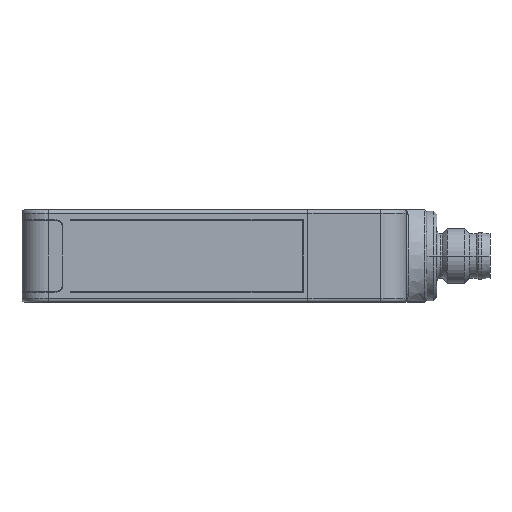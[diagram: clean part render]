
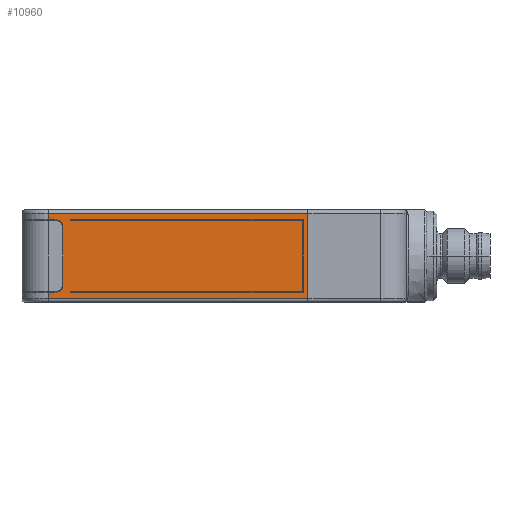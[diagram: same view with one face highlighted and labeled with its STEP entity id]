
A CAD part, left-side view. The second image highlights one B-rep face of the part: STEP entity #10960.
In plain terms, the highlighted planar face has unit normal (-1, -0.026, 0).
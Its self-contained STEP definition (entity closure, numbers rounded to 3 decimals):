
#2317=DIRECTION('',(0.026,-1.,0.));
#2318=VECTOR('',#2317,38.202);
#2319=CARTESIAN_POINT('',(-1.,12.952,6.3));
#2320=LINE('',#2319,#2318);
#2611=DIRECTION('',(-0.026,1.,0.));
#2612=VECTOR('',#2611,38.202);
#2613=CARTESIAN_POINT('',(0.,-25.237,-6.3));
#2614=LINE('',#2613,#2612);
#2618=DIRECTION('',(0.026,-1.,0.));
#2619=VECTOR('',#2618,1.152);
#2620=CARTESIAN_POINT('',(-1.,12.952,-5.3));
#2621=LINE('',#2620,#2619);
#2625=DIRECTION('',(0.,0.,1.));
#2626=VECTOR('',#2625,8.6);
#2627=CARTESIAN_POINT('',(-0.944,10.8,-4.3));
#2628=LINE('',#2627,#2626);
#2632=DIRECTION('',(0.026,-1.,0.));
#2633=VECTOR('',#2632,1.152);
#2634=CARTESIAN_POINT('',(-1.,12.952,5.3));
#2635=LINE('',#2634,#2633);
#2639=DIRECTION('',(0.,0.,1.));
#2640=VECTOR('',#2639,1.);
#2641=CARTESIAN_POINT('',(-1.,12.952,5.3));
#2642=LINE('',#2641,#2640);
#2646=DIRECTION('',(0.,0.,1.));
#2647=VECTOR('',#2646,1.);
#2648=CARTESIAN_POINT('',(-1.,12.952,-6.3));
#2649=LINE('',#2648,#2647);
#2653=DIRECTION('',(0.,0.,1.));
#2654=VECTOR('',#2653,0.05);
#2655=CARTESIAN_POINT('',(-0.915,9.7,5.25));
#2656=LINE('',#2655,#2654);
#2660=DIRECTION('',(0.026,-1.,0.));
#2661=VECTOR('',#2660,34.151);
#2662=CARTESIAN_POINT('',(-0.915,9.7,5.25));
#2663=LINE('',#2662,#2661);
#2667=DIRECTION('',(0.,0.,-1.));
#2668=VECTOR('',#2667,10.5);
#2669=CARTESIAN_POINT('',(-0.021,-24.439,5.25));
#2670=LINE('',#2669,#2668);
#2674=DIRECTION('',(-0.026,1.,0.));
#2675=VECTOR('',#2674,34.151);
#2676=CARTESIAN_POINT('',(-0.021,-24.439,-5.25));
#2677=LINE('',#2676,#2675);
#2681=DIRECTION('',(0.,0.,1.));
#2682=VECTOR('',#2681,0.05);
#2683=CARTESIAN_POINT('',(-0.915,9.7,-5.3));
#2684=LINE('',#2683,#2682);
#2688=DIRECTION('',(-0.026,1.,0.));
#2689=VECTOR('',#2688,34.251);
#2690=CARTESIAN_POINT('',(-0.018,-24.539,-5.3));
#2691=LINE('',#2690,#2689);
#2695=DIRECTION('',(0.,0.,1.));
#2696=VECTOR('',#2695,10.6);
#2697=CARTESIAN_POINT('',(-0.018,-24.539,-5.3));
#2698=LINE('',#2697,#2696);
#2702=DIRECTION('',(-0.026,1.,0.));
#2703=VECTOR('',#2702,34.251);
#2704=CARTESIAN_POINT('',(-0.018,-24.539,5.3));
#2705=LINE('',#2704,#2703);
#2729=CARTESIAN_POINT('',(-0.944,10.8,-4.3));
#2730=CARTESIAN_POINT('',(-0.944,10.8,-4.383));
#2731=CARTESIAN_POINT('',(-0.944,10.82,
-4.53));
#2732=CARTESIAN_POINT('',(-0.946,10.906,
-4.778));
#2733=CARTESIAN_POINT('',(-0.951,11.079,
-5.021));
#2734=CARTESIAN_POINT('',(-0.957,11.322,
-5.194));
#2735=CARTESIAN_POINT('',(-0.964,11.57,
-5.28));
#2736=CARTESIAN_POINT('',(-0.968,11.717,-5.3));
#2737=CARTESIAN_POINT('',(-0.97,11.8,-5.3));
#2895=CARTESIAN_POINT('',(-0.97,11.8,5.3));
#2896=CARTESIAN_POINT('',(-0.968,11.717,5.3));
#2897=CARTESIAN_POINT('',(-0.964,11.57,
5.28));
#2898=CARTESIAN_POINT('',(-0.957,11.322,
5.194));
#2899=CARTESIAN_POINT('',(-0.951,11.079,
5.021));
#2900=CARTESIAN_POINT('',(-0.946,10.906,
4.778));
#2901=CARTESIAN_POINT('',(-0.944,10.82,
4.53));
#2902=CARTESIAN_POINT('',(-0.944,10.8,4.383));
#2903=CARTESIAN_POINT('',(-0.944,10.8,4.3));
#3231=DIRECTION('',(0.,0.,1.));
#3232=VECTOR('',#3231,12.6);
#3233=CARTESIAN_POINT('',(0.,-25.237,-6.3));
#3234=LINE('',#3233,#3232);
#7616=VERTEX_POINT('',#2895);
#7617=VERTEX_POINT('',#2903);
#7618=VERTEX_POINT('',#2729);
#7619=VERTEX_POINT('',#2737);
#7640=CARTESIAN_POINT('',(0.,-25.237,6.3));
#7642=VERTEX_POINT('',#7640);
#7688=CARTESIAN_POINT('',(0.,-25.237,-6.3));
#7689=VERTEX_POINT('',#7688);
#7814=CARTESIAN_POINT('',(-1.,12.952,-6.3));
#7815=VERTEX_POINT('',#7814);
#7816=CARTESIAN_POINT('',(-1.,12.952,6.3));
#7817=VERTEX_POINT('',#7816);
#7820=CARTESIAN_POINT('',(-0.018,-24.539,5.3));
#7821=CARTESIAN_POINT('',(-0.915,9.7,5.3));
#7822=VERTEX_POINT('',#7820);
#7823=VERTEX_POINT('',#7821);
#7824=CARTESIAN_POINT('',(-0.018,-24.539,-5.3));
#7825=CARTESIAN_POINT('',(-0.915,9.7,-5.3));
#7826=VERTEX_POINT('',#7824);
#7827=VERTEX_POINT('',#7825);
#7828=CARTESIAN_POINT('',(-1.,12.952,-5.3));
#7829=VERTEX_POINT('',#7828);
#7830=CARTESIAN_POINT('',(-1.,12.952,5.3));
#7831=VERTEX_POINT('',#7830);
#7986=CARTESIAN_POINT('',(-0.021,-24.439,5.25));
#7987=CARTESIAN_POINT('',(-0.021,-24.439,-5.25));
#7988=VERTEX_POINT('',#7986);
#7989=VERTEX_POINT('',#7987);
#7990=CARTESIAN_POINT('',(-0.915,9.7,-5.25));
#7991=VERTEX_POINT('',#7990);
#7992=CARTESIAN_POINT('',(-0.915,9.7,5.25));
#7993=VERTEX_POINT('',#7992);
#10921=CARTESIAN_POINT('',(-1.,12.952,-6.8));
#10922=DIRECTION('',(-1.,-0.026,0.));
#10923=DIRECTION('',(0.026,-1.,0.));
#10924=AXIS2_PLACEMENT_3D('',#10921,#10922,#10923);
#10925=PLANE('',#10924);
#10926=ORIENTED_EDGE('',*,*,#10425,.T.);
#10928=ORIENTED_EDGE('',*,*,#10927,.F.);
#10930=ORIENTED_EDGE('',*,*,#10929,.T.);
#10932=ORIENTED_EDGE('',*,*,#10931,.F.);
#10933=ORIENTED_EDGE('',*,*,#10516,.F.);
#10934=ORIENTED_EDGE('',*,*,#10643,.T.);
#10935=ORIENTED_EDGE('',*,*,#10683,.T.);
#10937=ORIENTED_EDGE('',*,*,#10936,.F.);
#10938=ORIENTED_EDGE('',*,*,#10916,.T.);
#10939=ORIENTED_EDGE('',*,*,#10406,.T.);
#10940=EDGE_LOOP('',(#10926,#10928,#10930,#10932,#10933,#10934,#10935,#10937,
#10938,#10939));
#10941=FACE_OUTER_BOUND('',#10940,.F.);
#10943=ORIENTED_EDGE('',*,*,#10942,.F.);
#10945=ORIENTED_EDGE('',*,*,#10944,.T.);
#10947=ORIENTED_EDGE('',*,*,#10946,.T.);
#10949=ORIENTED_EDGE('',*,*,#10948,.T.);
#10951=ORIENTED_EDGE('',*,*,#10950,.F.);
#10953=ORIENTED_EDGE('',*,*,#10952,.F.);
#10955=ORIENTED_EDGE('',*,*,#10954,.T.);
#10957=ORIENTED_EDGE('',*,*,#10956,.T.);
#10958=EDGE_LOOP('',(#10943,#10945,#10947,#10949,#10951,#10953,#10955,#10957));
#10959=FACE_BOUND('',#10958,.F.);
#10960=ADVANCED_FACE('',(#10941,#10959),#10925,.T.);
#2738=B_SPLINE_CURVE_WITH_KNOTS('',3,(#2729,#2730,#2731,#2732,#2733,#2734,#2735,
#2736,#2737),.UNSPECIFIED.,.F.,.F.,(4,1,1,1,1,1,4),(0.,0.125,0.25,0.5,
0.75,0.875,1.),.UNSPECIFIED.);
#2904=B_SPLINE_CURVE_WITH_KNOTS('',3,(#2895,#2896,#2897,#2898,#2899,#2900,#2901,
#2902,#2903),.UNSPECIFIED.,.F.,.F.,(4,1,1,1,1,1,4),(0.,0.125,0.25,0.5,
0.75,0.875,1.),.UNSPECIFIED.);
#10406=EDGE_CURVE('',#7815,#7829,#2649,.T.);
#10425=EDGE_CURVE('',#7829,#7619,#2621,.T.);
#10516=EDGE_CURVE('',#7831,#7616,#2635,.T.);
#10643=EDGE_CURVE('',#7831,#7817,#2642,.T.);
#10683=EDGE_CURVE('',#7817,#7642,#2320,.T.);
#10916=EDGE_CURVE('',#7689,#7815,#2614,.T.);
#10927=EDGE_CURVE('',#7618,#7619,#2738,.T.);
#10929=EDGE_CURVE('',#7618,#7617,#2628,.T.);
#10931=EDGE_CURVE('',#7616,#7617,#2904,.T.);
#10936=EDGE_CURVE('',#7689,#7642,#3234,.T.);
#10942=EDGE_CURVE('',#7993,#7823,#2656,.T.);
#10944=EDGE_CURVE('',#7993,#7988,#2663,.T.);
#10946=EDGE_CURVE('',#7988,#7989,#2670,.T.);
#10948=EDGE_CURVE('',#7989,#7991,#2677,.T.);
#10950=EDGE_CURVE('',#7827,#7991,#2684,.T.);
#10952=EDGE_CURVE('',#7826,#7827,#2691,.T.);
#10954=EDGE_CURVE('',#7826,#7822,#2698,.T.);
#10956=EDGE_CURVE('',#7822,#7823,#2705,.T.);
